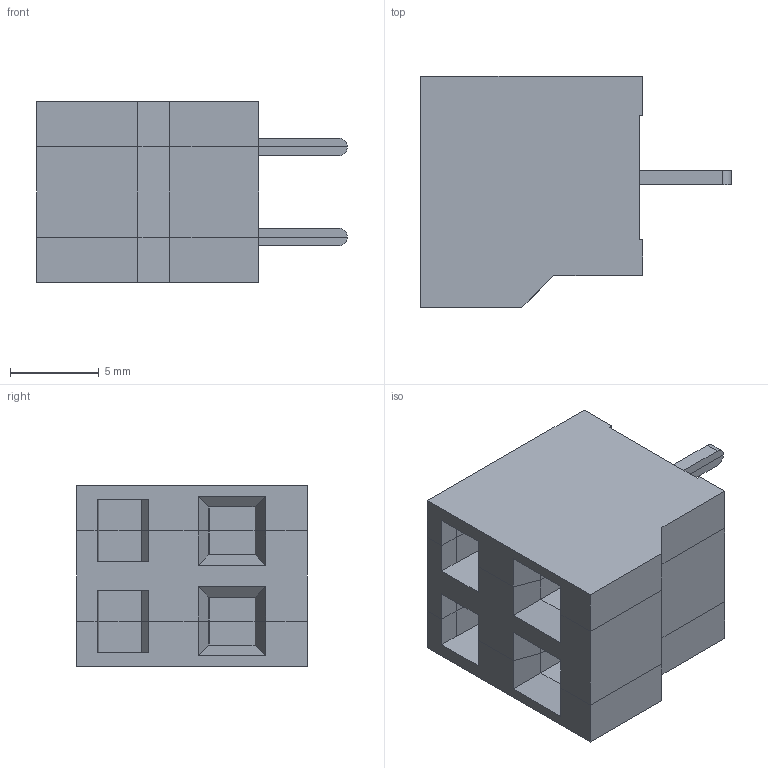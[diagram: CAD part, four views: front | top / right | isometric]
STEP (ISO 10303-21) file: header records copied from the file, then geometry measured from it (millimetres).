
FILE_DESCRIPTION( ( 'Unknown' ), '1' );
FILE_NAME( '691416500002.stp', 'Unknown', ( 'Unknown' ), ( 'Unknown' ), 'PSStep 18.0.17', 'Unknown', ' ' );
FILE_SCHEMA( ( 'AUTOMOTIVE_DESIGN { 1 0 10303 214 1 1 1 1 }' ) );
Length unit declared in the file: millimetre
Products named in the file (4): Assem1; 691416500002; MRT23P5.08_DX; MRT23P5.08_SX
Assembly tree (3 placements, depth 2):
  Assem1
    691416500002
    MRT23P5.08_DX
    MRT23P5.08_SX
Bounding box: 17.5 x 13 x 10.16 mm (x, y, z)
Volume: 1297.4 mm3; surface area: 1632.5 mm2
Topology: 3 solids, 3 shells, 136 faces, 382 edges, 252 vertices
Faces by surface type: plane 132, cylinder 4
Entity records: 5448 total; most frequent: CARTESIAN_POINT 774, ORIENTED_EDGE 764, DIRECTION 670, EDGE_CURVE 382, LINE 374, VECTOR 374, VERTEX_POINT 252, AXIS2_PLACEMENT_3D 148
